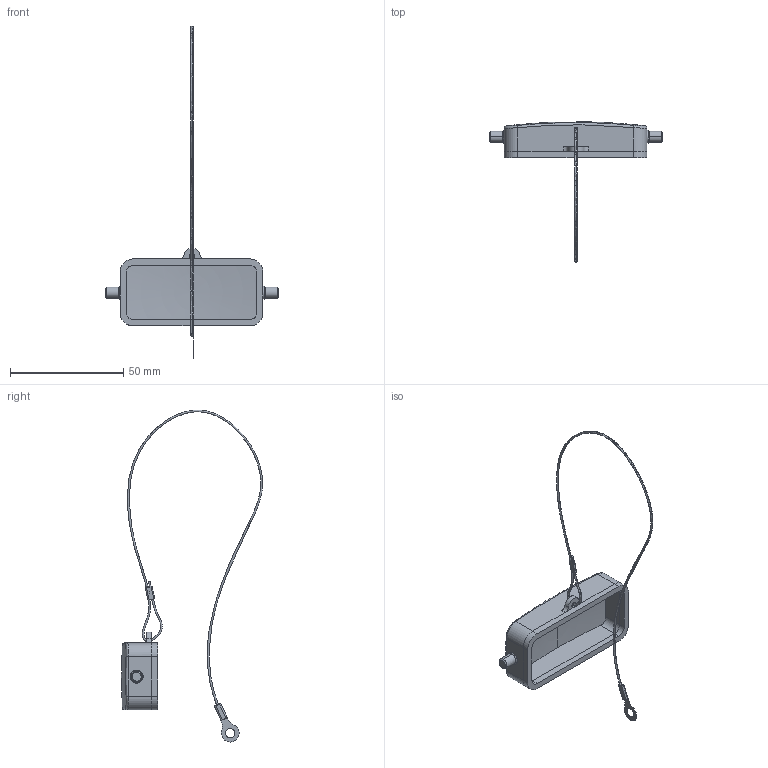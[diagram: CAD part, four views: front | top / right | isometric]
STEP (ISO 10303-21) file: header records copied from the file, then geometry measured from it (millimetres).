
FILE_DESCRIPTION (( 'STEP AP214' ), '1' );
FILE_NAME ('ZP-MC10A-2-SCVPM.step', '2015-08-12T18:13:53', ( '' ), ( '' ), 'SwSTEP 2.0', 'SolidWorks 2014', '' );
FILE_SCHEMA (( 'AUTOMOTIVE_DESIGN' ));
Length unit declared in the file: millimetre
Products named in the file (1): ZP-MC10A-2-SCVPM
Bounding box: 76.38 x 62.24 x 146.44 mm (x, y, z)
Volume: 11033.3 mm3; surface area: 9395.4 mm2
Topology: 4 solids, 4 shells, 104 faces, 245 edges, 146 vertices
Faces by surface type: plane 40, cylinder 40, bspline 12, cone 8, torus 4
Entity records: 5335 total; most frequent: CARTESIAN_POINT 2224, ORIENTED_EDGE 482, DIRECTION 475, EDGE_CURVE 241, AXIS2_PLACEMENT_3D 177, VERTEX_POINT 146, LINE 121, VECTOR 121
